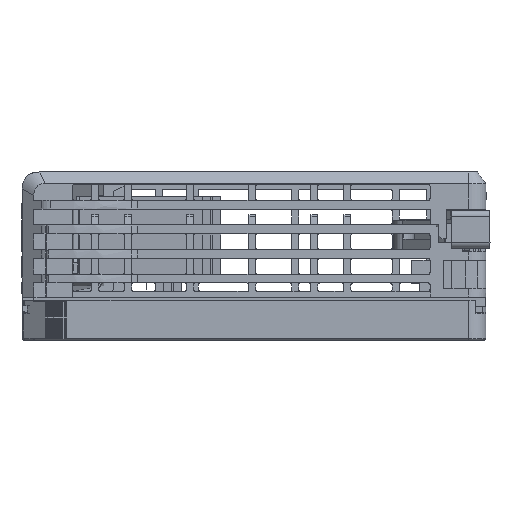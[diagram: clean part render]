
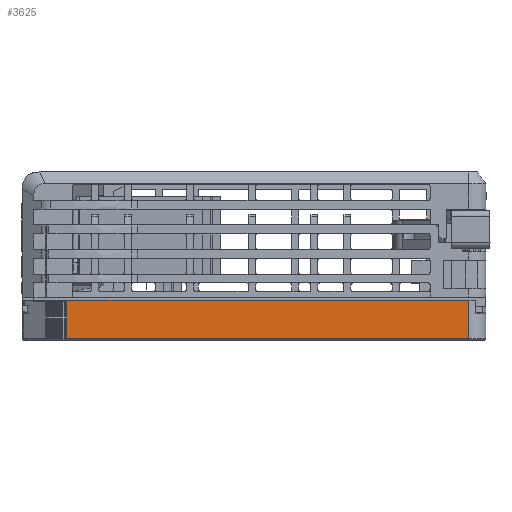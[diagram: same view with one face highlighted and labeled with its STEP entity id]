
A CAD part, left-side view. The second image highlights one B-rep face of the part: STEP entity #3625.
In plain terms, the highlighted planar face has unit normal (-1, 0, 0).
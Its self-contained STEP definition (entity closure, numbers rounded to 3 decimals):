
#816=DIRECTION('',(0.,-1.,0.));
#817=VECTOR('',#816,69.45);
#818=CARTESIAN_POINT('',(-55.1,66.95,38.417));
#819=LINE('',#818,#817);
#1208=DIRECTION('',(0.,0.,1.));
#1209=VECTOR('',#1208,6.6);
#1210=CARTESIAN_POINT('',(-55.1,-2.5,38.417));
#1211=LINE('',#1210,#1209);
#1270=DIRECTION('',(0.,-1.,0.));
#1271=VECTOR('',#1270,75.);
#1272=CARTESIAN_POINT('',(-55.1,72.5,45.017));
#1273=LINE('',#1272,#1271);
#1274=DIRECTION('',(0.,0.,1.));
#1275=VECTOR('',#1274,0.3);
#1276=CARTESIAN_POINT('',(-55.1,72.5,44.717));
#1277=LINE('',#1276,#1275);
#1422=DIRECTION('',(0.,-1.,0.));
#1423=VECTOR('',#1422,5.55);
#1424=CARTESIAN_POINT('',(-55.1,72.5,44.717));
#1425=LINE('',#1424,#1423);
#1452=DIRECTION('',(0.,0.,-1.));
#1453=VECTOR('',#1452,6.3);
#1454=CARTESIAN_POINT('',(-55.1,66.95,44.717));
#1455=LINE('',#1454,#1453);
#2020=CARTESIAN_POINT('',(-55.1,72.5,45.017));
#2021=VERTEX_POINT('',#2020);
#2022=CARTESIAN_POINT('',(-55.1,72.5,44.717));
#2023=VERTEX_POINT('',#2022);
#2058=CARTESIAN_POINT('',(-55.1,-2.5,45.017));
#2059=VERTEX_POINT('',#2058);
#2068=CARTESIAN_POINT('',(-55.1,-2.5,38.417));
#2069=VERTEX_POINT('',#2068);
#2078=CARTESIAN_POINT('',(-55.1,66.95,38.417));
#2079=VERTEX_POINT('',#2078);
#2080=CARTESIAN_POINT('',(-55.1,66.95,44.717));
#2081=VERTEX_POINT('',#2080);
#3608=CARTESIAN_POINT('',(-55.1,-2.5,46.317));
#3609=DIRECTION('',(-1.,0.,0.));
#3610=DIRECTION('',(0.,1.,0.));
#3611=AXIS2_PLACEMENT_3D('',#3608,#3609,#3610);
#3612=PLANE('',#3611);
#3614=ORIENTED_EDGE('',*,*,#3613,.T.);
#3615=ORIENTED_EDGE('',*,*,#3522,.F.);
#3616=ORIENTED_EDGE('',*,*,#3257,.F.);
#3618=ORIENTED_EDGE('',*,*,#3617,.F.);
#3620=ORIENTED_EDGE('',*,*,#3619,.F.);
#3622=ORIENTED_EDGE('',*,*,#3621,.T.);
#3623=EDGE_LOOP('',(#3614,#3615,#3616,#3618,#3620,#3622));
#3624=FACE_OUTER_BOUND('',#3623,.F.);
#3625=ADVANCED_FACE('',(#3624),#3612,.T.);
#3257=EDGE_CURVE('',#2079,#2069,#819,.T.);
#3522=EDGE_CURVE('',#2069,#2059,#1211,.T.);
#3613=EDGE_CURVE('',#2021,#2059,#1273,.T.);
#3617=EDGE_CURVE('',#2081,#2079,#1455,.T.);
#3619=EDGE_CURVE('',#2023,#2081,#1425,.T.);
#3621=EDGE_CURVE('',#2023,#2021,#1277,.T.);
